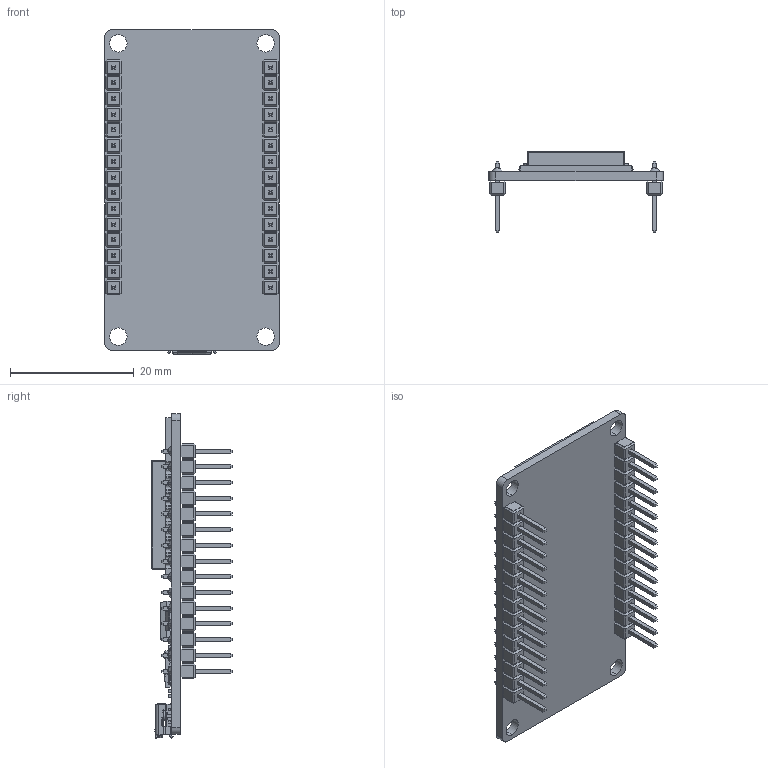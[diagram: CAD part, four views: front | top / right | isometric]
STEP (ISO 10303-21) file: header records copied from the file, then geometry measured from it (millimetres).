
FILE_DESCRIPTION (( 'STEP AP214' ), '1' );
FILE_NAME ('ESP32-DEVKIT-V1.STEP', '2023-11-15T03:59:54', ( '' ), ( '' ), 'SwSTEP 2.0', 'SolidWorks 2021', '' );
FILE_SCHEMA (( 'AUTOMOTIVE_DESIGN' ));
Length unit declared in the file: millimetre
Products named in the file (1): ESP32-DEVKIT-V1
Bounding box: 28.2 x 13.05 x 52.45 mm (x, y, z)
Volume: 3162.2 mm3; surface area: 8584.9 mm2
Topology: 257 solids, 257 shells, 4613 faces, 11003 edges, 6938 vertices
Faces by surface type: plane 3793, cylinder 714, torus 75, bspline 17, cone 14
Entity records: 185299 total; most frequent: CARTESIAN_POINT 24582, ORIENTED_EDGE 22006, DIRECTION 21380, EDGE_CURVE 11003, VECTOR 9182, LINE 9182, VERTEX_POINT 6938, AXIS2_PLACEMENT_3D 6099
